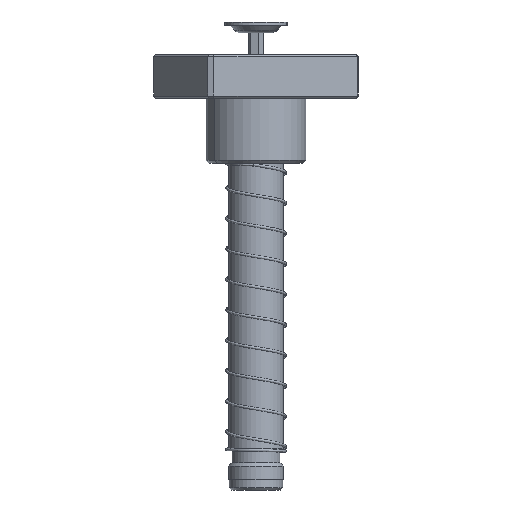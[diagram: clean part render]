
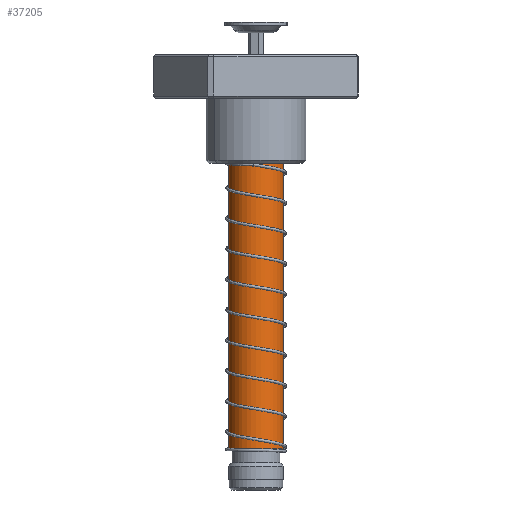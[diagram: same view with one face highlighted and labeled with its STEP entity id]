
A CAD part, front view. The second image highlights one B-rep face of the part: STEP entity #37205.
In plain terms, the highlighted cylindrical face has radius 12.5 mm (diameter 25 mm), a partial arc.
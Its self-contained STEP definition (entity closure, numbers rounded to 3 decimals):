
#39 = EDGE_CURVE ( 'NONE', #44018, #27150, #30632, .T. ) ;
#226 = DIRECTION ( 'NONE',  ( -1., 0., 0. ) ) ;
#2007 = CARTESIAN_POINT ( 'NONE',  ( -12.5, 0., 197.5 ) ) ;
#3443 = ORIENTED_EDGE ( 'NONE', *, *, #6089, .T. ) ;
#6089 = EDGE_CURVE ( 'NONE', #27150, #12135, #26844, .T. ) ;
#7698 = DIRECTION ( 'NONE',  ( 0., 0., -1. ) ) ;
#8001 = VERTEX_POINT ( 'NONE', #13102 ) ;
#8107 = CARTESIAN_POINT ( 'NONE',  ( -12.5, 0., 200. ) ) ;
#10287 = EDGE_LOOP ( 'NONE', ( #39921, #26387, #3443, #14027 ) ) ;
#10853 = AXIS2_PLACEMENT_3D ( 'NONE', #40856, #7698, #226 ) ;
#12074 = CARTESIAN_POINT ( 'NONE',  ( -12.5, 0., 19. ) ) ;
#12135 = VERTEX_POINT ( 'NONE', #12074 ) ;
#13069 = FACE_OUTER_BOUND ( 'NONE', #10287, .T. ) ;
#13102 = CARTESIAN_POINT ( 'NONE',  ( 12.5, 0., 19. ) ) ;
#13889 = CARTESIAN_POINT ( 'NONE',  ( 12.5, 0., 197.5 ) ) ;
#14027 = ORIENTED_EDGE ( 'NONE', *, *, #18187, .F. ) ;
#14136 = DIRECTION ( 'NONE',  ( 0., 0., -1. ) ) ;
#14831 = CYLINDRICAL_SURFACE ( 'NONE', #10853, 12.5 ) ;
#18187 = EDGE_CURVE ( 'NONE', #8001, #12135, #29850, .T. ) ;
#18991 = DIRECTION ( 'NONE',  ( 0., 0., -1. ) ) ;
#19438 = AXIS2_PLACEMENT_3D ( 'NONE', #40827, #18991, #44899 ) ;
#21105 = CARTESIAN_POINT ( 'NONE',  ( 12.5, 0., 200. ) ) ;
#22876 = DIRECTION ( 'NONE',  ( 1., 0., 0. ) ) ;
#23004 = DIRECTION ( 'NONE',  ( 0., 0., -1. ) ) ;
#26387 = ORIENTED_EDGE ( 'NONE', *, *, #39, .T. ) ;
#26844 = LINE ( 'NONE', #8107, #45966 ) ;
#27150 = VERTEX_POINT ( 'NONE', #2007 ) ;
#28169 = EDGE_CURVE ( 'NONE', #44018, #8001, #38211, .T. ) ;
#28974 = VECTOR ( 'NONE', #14136, 1000. ) ;
#29850 = CIRCLE ( 'NONE', #19438, 12.5 ) ;
#30632 = CIRCLE ( 'NONE', #30811, 12.5 ) ;
#30811 = AXIS2_PLACEMENT_3D ( 'NONE', #33828, #45035, #22876 ) ;
#33828 = CARTESIAN_POINT ( 'NONE',  ( 0., 0., 197.5 ) ) ;
#37205 = ADVANCED_FACE ( 'NONE', ( #13069 ), #14831, .T. ) ;
#38211 = LINE ( 'NONE', #21105, #28974 ) ;
#39921 = ORIENTED_EDGE ( 'NONE', *, *, #28169, .F. ) ;
#40827 = CARTESIAN_POINT ( 'NONE',  ( 0., 0., 19. ) ) ;
#40856 = CARTESIAN_POINT ( 'NONE',  ( 0., 0., 200. ) ) ;
#44018 = VERTEX_POINT ( 'NONE', #13889 ) ;
#44899 = DIRECTION ( 'NONE',  ( -1., 0., 0. ) ) ;
#45035 = DIRECTION ( 'NONE',  ( 0., 0., -1. ) ) ;
#45966 = VECTOR ( 'NONE', #23004, 1000. ) ;
